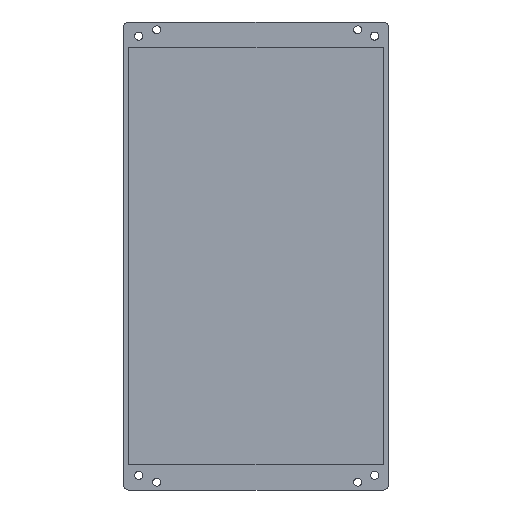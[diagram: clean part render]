
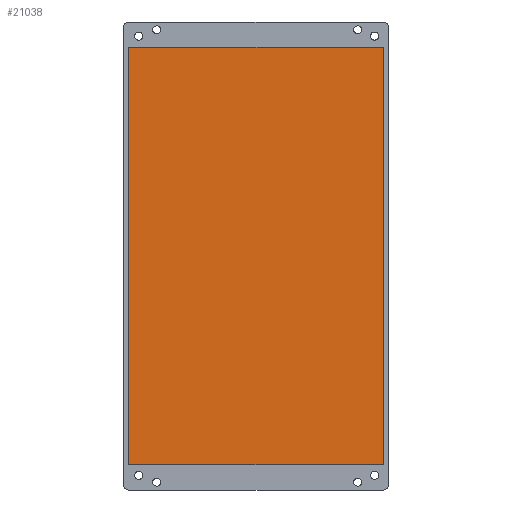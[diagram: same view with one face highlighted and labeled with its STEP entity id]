
A CAD part, front view. The second image highlights one B-rep face of the part: STEP entity #21038.
In plain terms, the highlighted planar face has unit normal (0, -1, 0).
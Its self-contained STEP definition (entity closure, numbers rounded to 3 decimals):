
#243=PLANE('',#22560);
#1650=FACE_OUTER_BOUND('',#2817,.T.);
#2817=EDGE_LOOP('',(#14831,#14832,#14833,#14834));
#4019=LINE('',#29905,#6677);
#4020=LINE('',#29907,#6678);
#4021=LINE('',#29909,#6679);
#4022=LINE('',#29910,#6680);
#6677=VECTOR('',#24196,10.);
#6678=VECTOR('',#24197,10.);
#6679=VECTOR('',#24198,10.);
#6680=VECTOR('',#24199,10.);
#9709=VERTEX_POINT('',#29903);
#9710=VERTEX_POINT('',#29904);
#9711=VERTEX_POINT('',#29906);
#9712=VERTEX_POINT('',#29908);
#11679=EDGE_CURVE('',#9709,#9710,#4019,.T.);
#11680=EDGE_CURVE('',#9710,#9711,#4020,.T.);
#11681=EDGE_CURVE('',#9711,#9712,#4021,.T.);
#11682=EDGE_CURVE('',#9712,#9709,#4022,.T.);
#14831=ORIENTED_EDGE('',*,*,#11679,.T.);
#14832=ORIENTED_EDGE('',*,*,#11680,.T.);
#14833=ORIENTED_EDGE('',*,*,#11681,.T.);
#14834=ORIENTED_EDGE('',*,*,#11682,.T.);
#21038=ADVANCED_FACE('',(#1650),#243,.T.);
#22560=AXIS2_PLACEMENT_3D('',#29902,#24194,#24195);
#24194=DIRECTION('center_axis',(0.,-1.,0.));
#24195=DIRECTION('ref_axis',(0.,0.,-1.));
#24196=DIRECTION('',(-1.,0.,0.));
#24197=DIRECTION('',(0.,0.,-1.));
#24198=DIRECTION('',(1.,0.,0.));
#24199=DIRECTION('',(0.,0.,1.));
#29902=CARTESIAN_POINT('Origin',(-50.7,-0.8,-83.15));
#29903=CARTESIAN_POINT('',(0.,-0.8,0.));
#29904=CARTESIAN_POINT('',(-101.4,-0.8,0.));
#29905=CARTESIAN_POINT('',(0.,-0.8,0.));
#29906=CARTESIAN_POINT('',(-101.4,-0.8,-166.3));
#29907=CARTESIAN_POINT('',(-101.4,-0.8,0.));
#29908=CARTESIAN_POINT('',(0.,-0.8,-166.3));
#29909=CARTESIAN_POINT('',(-101.4,-0.8,-166.3));
#29910=CARTESIAN_POINT('',(0.,-0.8,-166.3));
